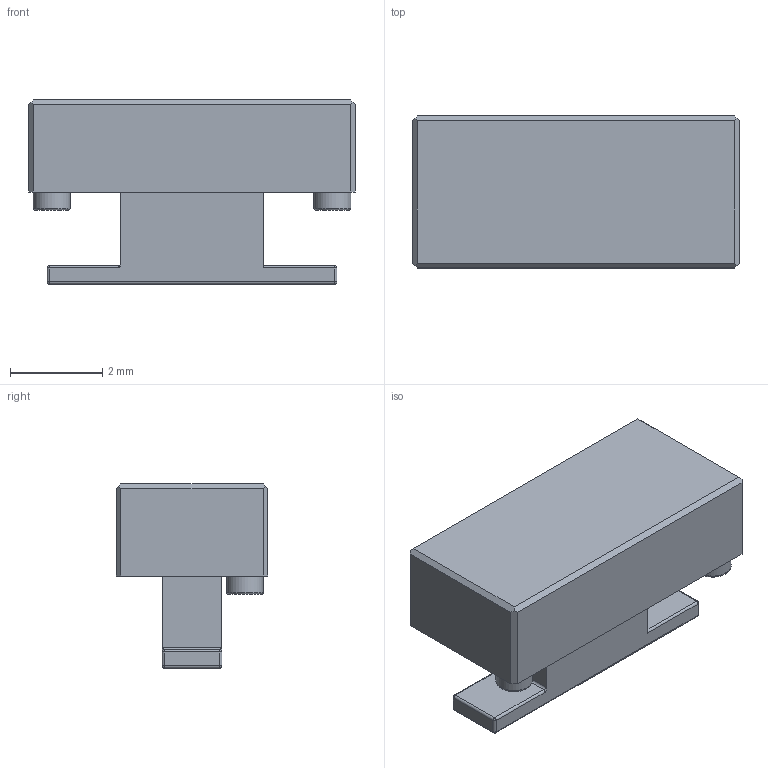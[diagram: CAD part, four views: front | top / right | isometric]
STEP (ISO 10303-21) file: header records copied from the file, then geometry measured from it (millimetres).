
FILE_DESCRIPTION(('FreeCAD Model'),'2;1');
FILE_NAME('Open CASCADE Shape Model','2025-06-19T16:47:08',(''),(''), 'Open CASCADE STEP processor 7.8','FreeCAD','Unknown');
FILE_SCHEMA(('AUTOMOTIVE_DESIGN { 1 0 10303 214 1 1 1 1 }'));
Length unit declared in the file: millimetre
Products named in the file (1): rst boot button
Bounding box: 7.1 x 3.3 x 4 mm (x, y, z)
Volume: 56.8 mm3; surface area: 116.5 mm2
Topology: 1 solids, 1 shells, 54 faces, 129 edges, 70 vertices
Faces by surface type: plane 25, cylinder 17, sphere 8, torus 2, bspline 2
Full cylindrical faces by diameter (mm): 0.8 x2
Entity records: 1893 total; most frequent: CARTESIAN_POINT 680, DIRECTION 253, ORIENTED_EDGE 238, EDGE_CURVE 119, AXIS2_PLACEMENT_3D 87, LINE 79, VECTOR 79, VERTEX_POINT 70
